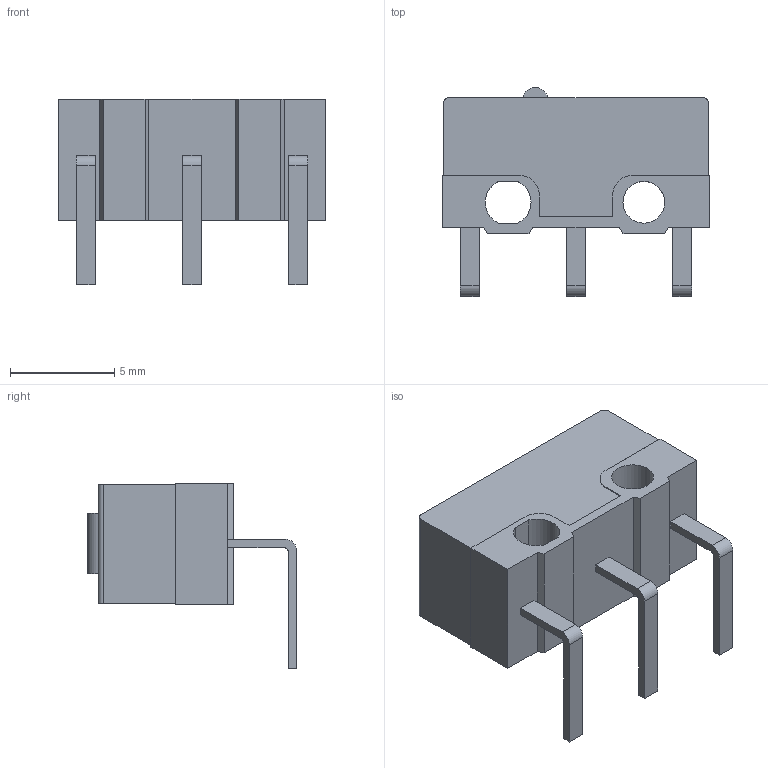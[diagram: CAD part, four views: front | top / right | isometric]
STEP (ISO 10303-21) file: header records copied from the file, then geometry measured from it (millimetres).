
FILE_DESCRIPTION(/* description */ (''),/* implementation_level */ '2;1');
FILE_NAME(/* name */ 'Omron_D2FS-F-N-A1.step',/* time_stamp */ '2023-08-15T15:08:04+02:00',/* author */ (''),/* organization */ (''),/* preprocessor_version */ 'ST-DEVELOPER v20',/* originating_system */ 'Autodesk Translation Framework v12.9.0.99',/* authorisation */ '');
FILE_SCHEMA (('AUTOMOTIVE_DESIGN { 1 0 10303 214 3 1 1 }'));
Length unit declared in the file: millimetre
Products named in the file (3): Omron D2FS-F-N-A1; Switch Body; Plunger (1)
Assembly tree (2 placements, depth 2):
  Omron D2FS-F-N-A1
    Switch Body
    Plunger (1)
Bounding box: 12.8 x 10 x 8.9 mm (x, y, z)
Volume: 430.2 mm3; surface area: 562.4 mm2
Topology: 5 solids, 5 shells, 78 faces, 201 edges, 134 vertices
Faces by surface type: plane 62, cylinder 16
Full cylindrical faces by diameter (mm): 2 x1
Entity records: 2517 total; most frequent: CARTESIAN_POINT 418, ORIENTED_EDGE 402, DIRECTION 399, EDGE_CURVE 201, LINE 169, VECTOR 169, VERTEX_POINT 134, AXIS2_PLACEMENT_3D 115
